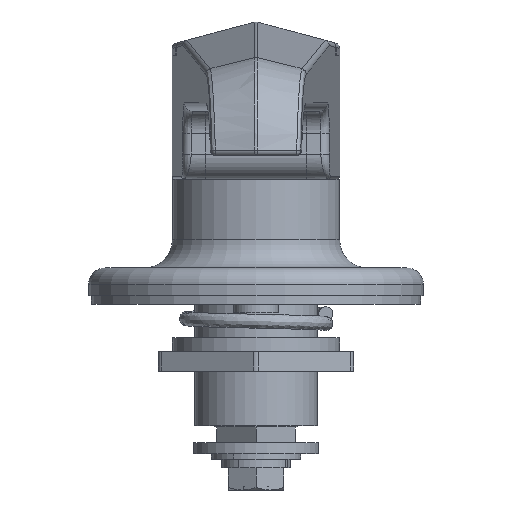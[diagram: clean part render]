
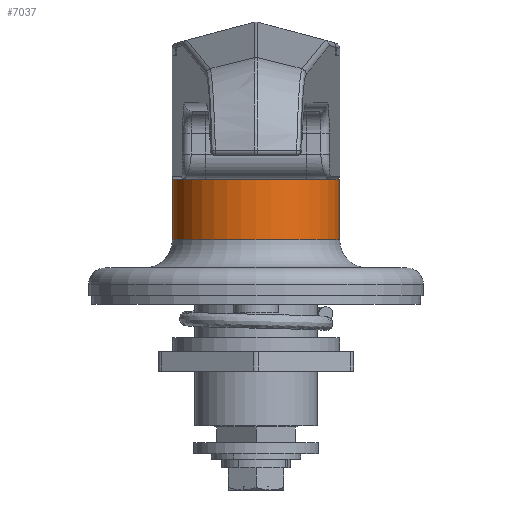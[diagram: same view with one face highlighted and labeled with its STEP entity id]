
A CAD part, front view. The second image highlights one B-rep face of the part: STEP entity #7037.
In plain terms, the highlighted cylindrical face has radius 15 mm (diameter 30 mm), a partial arc.
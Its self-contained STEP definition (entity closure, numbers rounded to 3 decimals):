
#1628 = CARTESIAN_POINT ( 'NONE',  ( 15., -4., 20.9 ) ) ;
#1649 = ORIENTED_EDGE ( 'NONE', *, *, #10299, .F. ) ;
#2117 = CARTESIAN_POINT ( 'NONE',  ( -15., -4., 10. ) ) ;
#2133 = CARTESIAN_POINT ( 'NONE',  ( -15., -4., 20.9 ) ) ;
#2711 = DIRECTION ( 'NONE',  ( 0., 0., -1. ) ) ;
#3119 = DIRECTION ( 'NONE',  ( 0., 0., -1. ) ) ;
#3570 = CARTESIAN_POINT ( 'NONE',  ( 15., -4., 10. ) ) ;
#4083 = AXIS2_PLACEMENT_3D ( 'NONE', #6089, #6219, #10856 ) ;
#6089 = CARTESIAN_POINT ( 'NONE',  ( 0., -4., 10. ) ) ;
#6219 = DIRECTION ( 'NONE',  ( 0., 0., 1. ) ) ;
#6935 = DIRECTION ( 'NONE',  ( 0., 0., -1. ) ) ;
#7037 = ADVANCED_FACE ( 'NONE', ( #9039 ), #8027, .T. ) ;
#7053 = ORIENTED_EDGE ( 'NONE', *, *, #16258, .T. ) ;
#7462 = VERTEX_POINT ( 'NONE', #2133 ) ;
#7973 = VERTEX_POINT ( 'NONE', #2117 ) ;
#8027 = CYLINDRICAL_SURFACE ( 'NONE', #13393, 15. ) ;
#8421 = CARTESIAN_POINT ( 'NONE',  ( 0., -4., 20.9 ) ) ;
#8821 = EDGE_LOOP ( 'NONE', ( #7053, #15356, #13556, #1649 ) ) ;
#9039 = FACE_OUTER_BOUND ( 'NONE', #8821, .T. ) ;
#9333 = DIRECTION ( 'NONE',  ( 1., 0., 0. ) ) ;
#10250 = EDGE_CURVE ( 'NONE', #7973, #11713, #14696, .T. ) ;
#10299 = EDGE_CURVE ( 'NONE', #7462, #14469, #10398, .T. ) ;
#10398 = CIRCLE ( 'NONE', #20690, 15. ) ;
#10856 = DIRECTION ( 'NONE',  ( -1., 0., 0. ) ) ;
#11713 = VERTEX_POINT ( 'NONE', #3570 ) ;
#13393 = AXIS2_PLACEMENT_3D ( 'NONE', #8421, #6935, #19735 ) ;
#13556 = ORIENTED_EDGE ( 'NONE', *, *, #16395, .F. ) ;
#13730 = CARTESIAN_POINT ( 'NONE',  ( -15., -4., 20.9 ) ) ;
#14126 = DIRECTION ( 'NONE',  ( 0., 0., 1. ) ) ;
#14265 = LINE ( 'NONE', #17617, #16522 ) ;
#14469 = VERTEX_POINT ( 'NONE', #1628 ) ;
#14696 = CIRCLE ( 'NONE', #4083, 15. ) ;
#15356 = ORIENTED_EDGE ( 'NONE', *, *, #10250, .T. ) ;
#15762 = LINE ( 'NONE', #13730, #19601 ) ;
#15868 = CARTESIAN_POINT ( 'NONE',  ( 0., -4., 20.9 ) ) ;
#16258 = EDGE_CURVE ( 'NONE', #7462, #7973, #15762, .T. ) ;
#16395 = EDGE_CURVE ( 'NONE', #14469, #11713, #14265, .T. ) ;
#16522 = VECTOR ( 'NONE', #3119, 1000. ) ;
#17617 = CARTESIAN_POINT ( 'NONE',  ( 15., -4., 20.9 ) ) ;
#19601 = VECTOR ( 'NONE', #2711, 1000. ) ;
#19735 = DIRECTION ( 'NONE',  ( -1., 0., 0. ) ) ;
#20690 = AXIS2_PLACEMENT_3D ( 'NONE', #15868, #14126, #9333 ) ;
